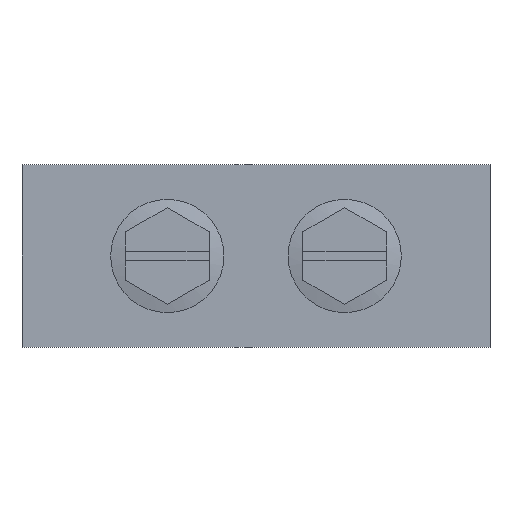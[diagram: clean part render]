
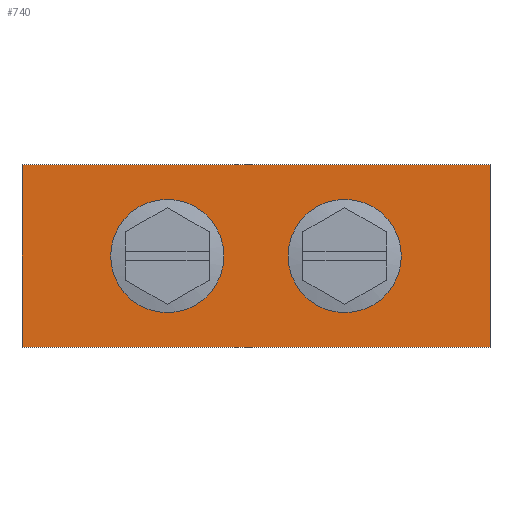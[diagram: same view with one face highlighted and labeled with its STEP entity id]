
A CAD part, front view. The second image highlights one B-rep face of the part: STEP entity #740.
In plain terms, the highlighted face is planar.
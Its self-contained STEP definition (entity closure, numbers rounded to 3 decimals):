
#56=CIRCLE('',#834,5.);
#57=CIRCLE('',#835,5.);
#216=ORIENTED_EDGE('',*,*,#329,.T.);
#217=ORIENTED_EDGE('',*,*,#330,.T.);
#218=ORIENTED_EDGE('',*,*,#331,.T.);
#219=ORIENTED_EDGE('',*,*,#308,.F.);
#220=ORIENTED_EDGE('',*,*,#332,.F.);
#221=ORIENTED_EDGE('',*,*,#327,.T.);
#308=EDGE_CURVE('',#381,#378,#455,.T.);
#327=EDGE_CURVE('',#395,#394,#472,.T.);
#329=EDGE_CURVE('',#396,#396,#56,.T.);
#330=EDGE_CURVE('',#397,#397,#57,.T.);
#331=EDGE_CURVE('',#394,#378,#474,.T.);
#332=EDGE_CURVE('',#395,#381,#475,.T.);
#378=VERTEX_POINT('',#1180);
#381=VERTEX_POINT('',#1185);
#394=VERTEX_POINT('',#1223);
#395=VERTEX_POINT('',#1225);
#396=VERTEX_POINT('',#1229);
#397=VERTEX_POINT('',#1231);
#455=LINE('',#1186,#533);
#472=LINE('',#1224,#550);
#474=LINE('',#1232,#552);
#475=LINE('',#1233,#553);
#533=VECTOR('',#984,1000.);
#550=VECTOR('',#1017,1000.);
#552=VECTOR('',#1025,1000.);
#553=VECTOR('',#1026,1000.);
#603=EDGE_LOOP('',(#216));
#604=EDGE_LOOP('',(#217));
#605=EDGE_LOOP('',(#218,#219,#220,#221));
#661=FACE_BOUND('',#603,.T.);
#662=FACE_BOUND('',#604,.T.);
#663=FACE_BOUND('',#605,.T.);
#701=PLANE('',#833);
#740=ADVANCED_FACE('',(#661,#662,#663),#701,.F.);
#833=AXIS2_PLACEMENT_3D('',#1227,#1019,#1020);
#834=AXIS2_PLACEMENT_3D('',#1228,#1021,#1022);
#835=AXIS2_PLACEMENT_3D('',#1230,#1023,#1024);
#984=DIRECTION('',(-1.,0.,0.));
#1017=DIRECTION('',(-1.,0.,0.));
#1019=DIRECTION('',(0.,-1.,0.));
#1020=DIRECTION('',(0.,0.,-1.));
#1021=DIRECTION('',(0.,-1.,0.));
#1022=DIRECTION('',(0.,0.,-1.));
#1023=DIRECTION('',(0.,-1.,0.));
#1024=DIRECTION('',(0.,0.,-1.));
#1025=DIRECTION('',(0.,0.,1.));
#1026=DIRECTION('',(0.,0.,1.));
#1180=CARTESIAN_POINT('',(-47.5,0.,37.));
#1185=CARTESIAN_POINT('',(47.5,0.,37.));
#1186=CARTESIAN_POINT('',(47.5,0.,37.));
#1223=CARTESIAN_POINT('',(-47.5,0.,0.));
#1224=CARTESIAN_POINT('',(47.5,0.,0.));
#1225=CARTESIAN_POINT('',(47.5,0.,0.));
#1227=CARTESIAN_POINT('',(47.5,0.,0.));
#1228=CARTESIAN_POINT('',(18.,0.,18.5));
#1229=CARTESIAN_POINT('',(18.,0.,13.5));
#1230=CARTESIAN_POINT('',(-18.,0.,18.5));
#1231=CARTESIAN_POINT('',(-18.,0.,13.5));
#1232=CARTESIAN_POINT('',(-47.5,0.,0.));
#1233=CARTESIAN_POINT('',(47.5,0.,0.));
